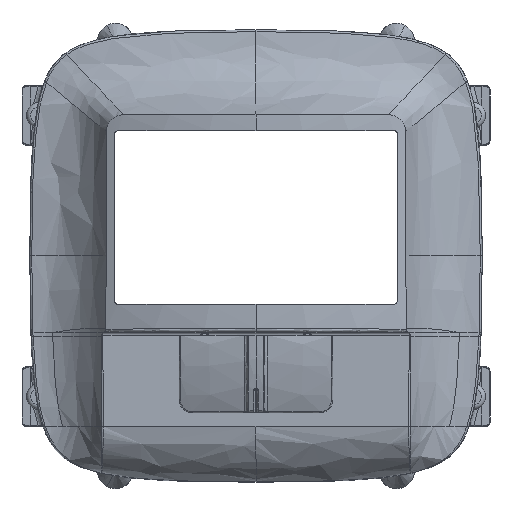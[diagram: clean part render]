
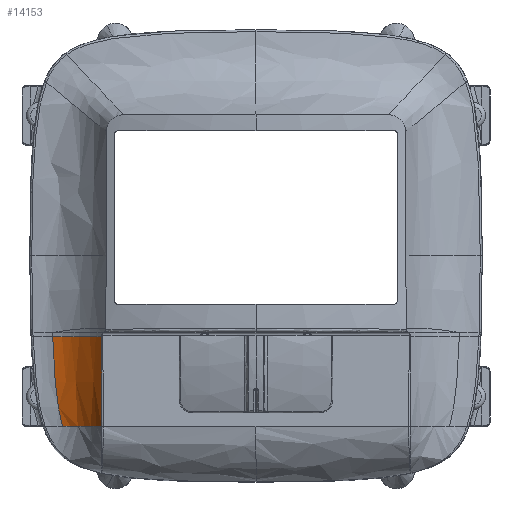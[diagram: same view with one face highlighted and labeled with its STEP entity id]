
A CAD part, top view. The second image highlights one B-rep face of the part: STEP entity #14153.
In plain terms, the highlighted free-form (B-spline) face has degree [5, 5] with [9, 6] control points.
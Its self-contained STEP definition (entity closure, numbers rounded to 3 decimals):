
#1387=CARTESIAN_POINT('Vertex',(-18.114,-20.,14.988)) ;
#5907=CARTESIAN_POINT('Control Point',(-22.698,-20.,10.196)) ;
#5908=CARTESIAN_POINT('Control Point',(-21.262,-19.999,10.736)) ;
#5909=CARTESIAN_POINT('Control Point',(-20.023,-20.001,11.762)) ;
#5910=CARTESIAN_POINT('Control Point',(-18.981,-20.,13.208)) ;
#5911=CARTESIAN_POINT('Control Point',(-18.114,-20.,14.988)) ;
#5912=CARTESIAN_POINT('Vertex',(-22.698,-20.,10.196)) ;
#6009=CARTESIAN_POINT('Vertex',(-18.12,-9.5,15.016)) ;
#6013=CARTESIAN_POINT('Control Point',(-18.12,-9.5,15.016)) ;
#6014=CARTESIAN_POINT('Control Point',(-18.12,-9.623,15.016)) ;
#6015=CARTESIAN_POINT('Control Point',(-18.12,-9.747,15.016)) ;
#6016=CARTESIAN_POINT('Control Point',(-18.12,-9.873,15.016)) ;
#6017=CARTESIAN_POINT('Control Point',(-18.12,-10.926,15.015)) ;
#6018=CARTESIAN_POINT('Control Point',(-18.119,-11.978,15.015)) ;
#6019=CARTESIAN_POINT('Control Point',(-18.119,-12.903,15.013)) ;
#6020=CARTESIAN_POINT('Control Point',(-18.119,-14.714,15.01)) ;
#6021=CARTESIAN_POINT('Control Point',(-18.118,-16.525,15.005)) ;
#6022=CARTESIAN_POINT('Control Point',(-18.118,-17.38,15.002)) ;
#6023=CARTESIAN_POINT('Control Point',(-18.117,-18.397,14.997)) ;
#6024=CARTESIAN_POINT('Control Point',(-18.115,-19.417,14.991)) ;
#6025=CARTESIAN_POINT('Control Point',(-18.115,-19.561,14.99)) ;
#6026=CARTESIAN_POINT('Control Point',(-18.115,-19.736,14.989)) ;
#6027=CARTESIAN_POINT('Control Point',(-18.115,-19.91,14.988)) ;
#6028=CARTESIAN_POINT('Control Point',(-18.114,-19.94,14.988)) ;
#6029=CARTESIAN_POINT('Control Point',(-18.114,-19.97,14.988)) ;
#6030=CARTESIAN_POINT('Control Point',(-18.114,-20.,14.988)) ;
#13936=CARTESIAN_POINT('Control Point',(-22.698,-20.,10.196)) ;
#13937=CARTESIAN_POINT('Control Point',(-22.991,-18.955,10.183)) ;
#13938=CARTESIAN_POINT('Control Point',(-23.184,-17.911,10.186)) ;
#13939=CARTESIAN_POINT('Control Point',(-23.334,-16.893,10.19)) ;
#13940=CARTESIAN_POINT('Control Point',(-23.574,-14.774,10.204)) ;
#13941=CARTESIAN_POINT('Control Point',(-23.716,-12.654,10.215)) ;
#13942=CARTESIAN_POINT('Control Point',(-23.771,-11.602,10.219)) ;
#13943=CARTESIAN_POINT('Control Point',(-23.814,-10.551,10.219)) ;
#13944=CARTESIAN_POINT('Control Point',(-23.847,-9.5,10.216)) ;
#13945=CARTESIAN_POINT('Vertex',(-23.847,-9.5,10.216)) ;
#14085=CARTESIAN_POINT('Control Point',(-18.06,-9.5,15.1)) ;
#14086=CARTESIAN_POINT('Control Point',(-19.015,-9.5,13.741)) ;
#14087=CARTESIAN_POINT('Control Point',(-20.063,-9.5,12.516)) ;
#14088=CARTESIAN_POINT('Control Point',(-21.216,-9.5,11.466)) ;
#14089=CARTESIAN_POINT('Control Point',(-22.49,-9.5,10.683)) ;
#14090=CARTESIAN_POINT('Control Point',(-23.847,-9.5,10.216)) ;
#14091=CARTESIAN_POINT('Control Point',(-18.06,-10.551,15.1)) ;
#14092=CARTESIAN_POINT('Control Point',(-19.012,-10.551,13.742)) ;
#14093=CARTESIAN_POINT('Control Point',(-20.056,-10.551,12.519)) ;
#14094=CARTESIAN_POINT('Control Point',(-21.201,-10.551,11.473)) ;
#14095=CARTESIAN_POINT('Control Point',(-22.465,-10.551,10.688)) ;
#14096=CARTESIAN_POINT('Control Point',(-23.814,-10.551,10.219)) ;
#14097=CARTESIAN_POINT('Control Point',(-18.06,-11.601,15.1)) ;
#14098=CARTESIAN_POINT('Control Point',(-19.008,-11.601,13.737)) ;
#14099=CARTESIAN_POINT('Control Point',(-20.045,-11.602,12.514)) ;
#14100=CARTESIAN_POINT('Control Point',(-21.181,-11.602,11.47)) ;
#14101=CARTESIAN_POINT('Control Point',(-22.432,-11.602,10.687)) ;
#14102=CARTESIAN_POINT('Control Point',(-23.771,-11.602,10.219)) ;
#14103=CARTESIAN_POINT('Control Point',(-18.06,-12.653,15.1)) ;
#14104=CARTESIAN_POINT('Control Point',(-19.001,-12.654,13.726)) ;
#14105=CARTESIAN_POINT('Control Point',(-20.029,-12.654,12.5)) ;
#14106=CARTESIAN_POINT('Control Point',(-21.153,-12.654,11.461)) ;
#14107=CARTESIAN_POINT('Control Point',(-22.39,-12.654,10.682)) ;
#14108=CARTESIAN_POINT('Control Point',(-23.716,-12.654,10.215)) ;
#14109=CARTESIAN_POINT('Control Point',(-18.06,-14.773,15.1)) ;
#14110=CARTESIAN_POINT('Control Point',(-18.98,-14.773,13.69)) ;
#14111=CARTESIAN_POINT('Control Point',(-19.983,-14.774,12.455)) ;
#14112=CARTESIAN_POINT('Control Point',(-21.079,-14.774,11.427)) ;
#14113=CARTESIAN_POINT('Control Point',(-22.28,-14.774,10.661)) ;
#14114=CARTESIAN_POINT('Control Point',(-23.574,-14.774,10.204)) ;
#14115=CARTESIAN_POINT('Control Point',(-18.06,-16.893,15.1)) ;
#14116=CARTESIAN_POINT('Control Point',(-18.935,-16.893,13.638)) ;
#14117=CARTESIAN_POINT('Control Point',(-19.894,-16.893,12.389)) ;
#14118=CARTESIAN_POINT('Control Point',(-20.943,-16.893,11.376)) ;
#14119=CARTESIAN_POINT('Control Point',(-22.092,-16.893,10.632)) ;
#14120=CARTESIAN_POINT('Control Point',(-23.334,-16.893,10.19)) ;
#14121=CARTESIAN_POINT('Control Point',(-18.06,-17.911,15.1)) ;
#14122=CARTESIAN_POINT('Control Point',(-18.905,-17.911,13.61)) ;
#14123=CARTESIAN_POINT('Control Point',(-19.835,-17.911,12.355)) ;
#14124=CARTESIAN_POINT('Control Point',(-20.855,-17.911,11.35)) ;
#14125=CARTESIAN_POINT('Control Point',(-21.973,-17.911,10.62)) ;
#14126=CARTESIAN_POINT('Control Point',(-23.184,-17.911,10.186)) ;
#14127=CARTESIAN_POINT('Control Point',(-18.06,-18.955,15.1)) ;
#14128=CARTESIAN_POINT('Control Point',(-18.864,-18.955,13.58)) ;
#14129=CARTESIAN_POINT('Control Point',(-19.757,-18.955,12.319)) ;
#14130=CARTESIAN_POINT('Control Point',(-20.74,-18.956,11.324)) ;
#14131=CARTESIAN_POINT('Control Point',(-21.819,-18.956,10.609)) ;
#14132=CARTESIAN_POINT('Control Point',(-22.991,-18.955,10.183)) ;
#14133=CARTESIAN_POINT('Control Point',(-18.06,-20.,15.1)) ;
#14134=CARTESIAN_POINT('Control Point',(-18.797,-20.,13.56)) ;
#14135=CARTESIAN_POINT('Control Point',(-19.629,-20.,12.299)) ;
#14136=CARTESIAN_POINT('Control Point',(-20.557,-20.,11.318)) ;
#14137=CARTESIAN_POINT('Control Point',(-21.58,-20.,10.617)) ;
#14138=CARTESIAN_POINT('Control Point',(-22.698,-20.,10.196)) ;
#14140=CARTESIAN_POINT('Control Point',(-23.847,-9.5,10.216)) ;
#14141=CARTESIAN_POINT('Control Point',(-22.507,-9.5,10.677)) ;
#14142=CARTESIAN_POINT('Control Point',(-21.248,-9.5,11.447)) ;
#14143=CARTESIAN_POINT('Control Point',(-20.106,-9.5,12.477)) ;
#14144=CARTESIAN_POINT('Control Point',(-19.067,-9.5,13.68)) ;
#14145=CARTESIAN_POINT('Control Point',(-18.12,-9.5,15.016)) ;
#14148=ORIENTED_EDGE('',*,*,#13947,.F.) ;
#14149=ORIENTED_EDGE('',*,*,#5914,.T.) ;
#14150=ORIENTED_EDGE('',*,*,#6031,.F.) ;
#14151=ORIENTED_EDGE('',*,*,#14146,.T.) ;
#14153=ADVANCED_FACE('PartBody',(#14152),#14084,.F.) ;
#5906=B_SPLINE_CURVE_WITH_KNOTS('',4,(#5907,#5908,#5909,#5910,#5911),.UNSPECIFIED.,.F.,.U.,(5,5),(0.,12.458),.UNSPECIFIED.) ;
#6012=B_SPLINE_CURVE_WITH_KNOTS('',5,(#6013,#6014,#6015,#6016,#6017,#6018,#6019,#6020,#6021,#6022,#6023,#6024,#6025,#6026,#6027,#6028,#6029,#6030),.UNSPECIFIED.,.F.,.U.,(6,3,3,3,3,6),(3.849,4.753,11.292,17.579,18.615,18.83),.UNSPECIFIED.) ;
#13935=B_SPLINE_CURVE_WITH_KNOTS('',5,(#13936,#13937,#13938,#13939,#13940,#13941,#13942,#13943,#13944),.UNSPECIFIED.,.F.,.U.,(6,3,6),(-5.315,0.058,5.315),.UNSPECIFIED.) ;
#14139=B_SPLINE_CURVE_WITH_KNOTS('',5,(#14140,#14141,#14142,#14143,#14144,#14145),.UNSPECIFIED.,.F.,.U.,(6,6),(-5.335,5.202),.UNSPECIFIED.) ;
#14084=B_SPLINE_SURFACE_WITH_KNOTS('',5,5,((#14085,#14086,#14087,#14088,#14089,#14090),(#14091,#14092,#14093,#14094,#14095,#14096),(#14097,#14098,#14099,#14100,#14101,#14102),(#14103,#14104,#14105,#14106,#14107,#14108),(#14109,#14110,#14111,#14112,#14113,#14114),(#14115,#14116,#14117,#14118,#14119,#14120),(#14121,#14122,#14123,#14124,#14125,#14126),(#14127,#14128,#14129,#14130,#14131,#14132),(#14133,#14134,#14135,#14136,#14137,#14138)),.UNSPECIFIED.,.F.,.F.,.U.,(6,3,6),(6,6),(0.,5.256,10.629),(0.,10.67),.UNSPECIFIED.) ;
#5914=EDGE_CURVE('',#5913,#1388,#5906,.T.) ;
#6031=EDGE_CURVE('',#6010,#1388,#6012,.T.) ;
#13947=EDGE_CURVE('',#5913,#13946,#13935,.T.) ;
#14146=EDGE_CURVE('',#6010,#13946,#14139,.F.) ;
#14147=EDGE_LOOP('',(#14148,#14149,#14150,#14151)) ;
#14152=FACE_OUTER_BOUND('',#14147,.T.) ;
#1388=VERTEX_POINT('',#1387) ;
#5913=VERTEX_POINT('',#5912) ;
#6010=VERTEX_POINT('',#6009) ;
#13946=VERTEX_POINT('',#13945) ;
